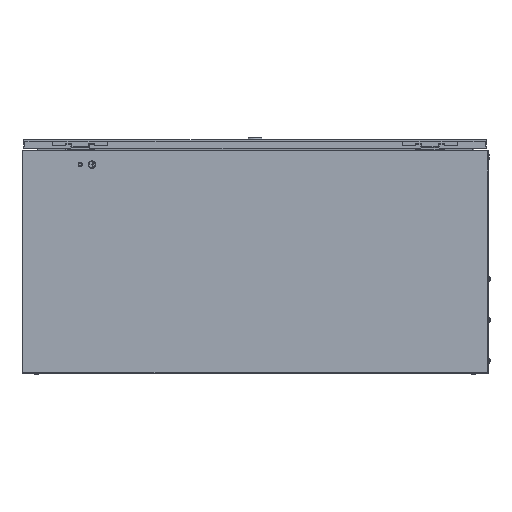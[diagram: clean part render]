
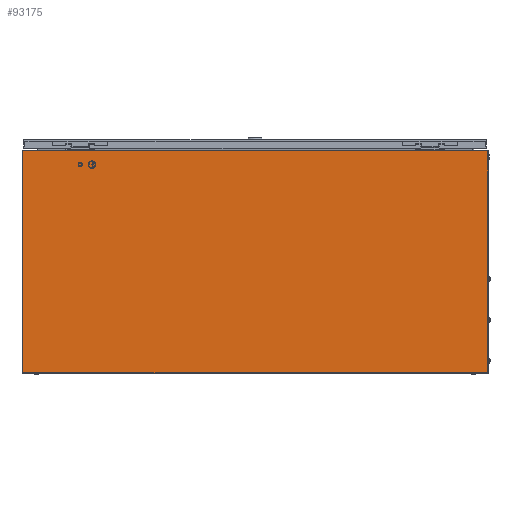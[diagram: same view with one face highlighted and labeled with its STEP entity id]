
A CAD part, left-side view. The second image highlights one B-rep face of the part: STEP entity #93175.
In plain terms, the highlighted planar face has unit normal (-1, 0, 0).
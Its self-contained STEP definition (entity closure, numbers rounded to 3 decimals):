
#808 = CARTESIAN_POINT ( 'NONE',  ( 0., 800., 383. ) ) ;
#4029 = CARTESIAN_POINT ( 'NONE',  ( 0., 800., 0. ) ) ;
#6254 = VERTEX_POINT ( 'NONE', #37509 ) ;
#7985 = VECTOR ( 'NONE', #44443, 1000. ) ;
#13418 = EDGE_CURVE ( 'NONE', #70755, #21727, #52895, .T. ) ;
#14456 = EDGE_CURVE ( 'NONE', #21727, #6254, #95010, .T. ) ;
#17369 = DIRECTION ( 'NONE',  ( 0., -1., 0. ) ) ;
#21727 = VERTEX_POINT ( 'NONE', #91845 ) ;
#26163 = ORIENTED_EDGE ( 'NONE', *, *, #69916, .T. ) ;
#28341 = VERTEX_POINT ( 'NONE', #4029 ) ;
#29519 = VECTOR ( 'NONE', #75656, 1000. ) ;
#36708 = LINE ( 'NONE', #808, #7985 ) ;
#37509 = CARTESIAN_POINT ( 'NONE',  ( 0., 0., 0. ) ) ;
#42368 = FACE_OUTER_BOUND ( 'NONE', #69163, .T. ) ;
#44443 = DIRECTION ( 'NONE',  ( 0., 0., -1. ) ) ;
#47691 = PLANE ( 'NONE',  #69408 ) ;
#50398 = CARTESIAN_POINT ( 'NONE',  ( 0., 0., 383. ) ) ;
#52895 = LINE ( 'NONE', #81996, #29519 ) ;
#54636 = VECTOR ( 'NONE', #17369, 1000. ) ;
#57185 = DIRECTION ( 'NONE',  ( 0., 0., -1. ) ) ;
#62735 = DIRECTION ( 'NONE',  ( 0., 0., -1. ) ) ;
#67342 = CARTESIAN_POINT ( 'NONE',  ( 0., 800., 383. ) ) ;
#68263 = EDGE_CURVE ( 'NONE', #70755, #28341, #36708, .T. ) ;
#69163 = EDGE_LOOP ( 'NONE', ( #26163, #77555, #76722, #93425 ) ) ;
#69408 = AXIS2_PLACEMENT_3D ( 'NONE', #86007, #70002, #62735 ) ;
#69916 = EDGE_CURVE ( 'NONE', #28341, #6254, #83792, .T. ) ;
#70002 = DIRECTION ( 'NONE',  ( 1., 0., 0. ) ) ;
#70755 = VERTEX_POINT ( 'NONE', #67342 ) ;
#75656 = DIRECTION ( 'NONE',  ( 0., -1., 0. ) ) ;
#76722 = ORIENTED_EDGE ( 'NONE', *, *, #13418, .F. ) ;
#77555 = ORIENTED_EDGE ( 'NONE', *, *, #14456, .F. ) ;
#77914 = CARTESIAN_POINT ( 'NONE',  ( 0., 0., 0. ) ) ;
#81996 = CARTESIAN_POINT ( 'NONE',  ( 0., 0., 383. ) ) ;
#83430 = VECTOR ( 'NONE', #57185, 1000. ) ;
#83792 = LINE ( 'NONE', #77914, #54636 ) ;
#86007 = CARTESIAN_POINT ( 'NONE',  ( 0., 0., 383. ) ) ;
#91845 = CARTESIAN_POINT ( 'NONE',  ( 0., 0., 383. ) ) ;
#93175 = ADVANCED_FACE ( 'NONE', ( #42368 ), #47691, .F. ) ;
#93425 = ORIENTED_EDGE ( 'NONE', *, *, #68263, .T. ) ;
#95010 = LINE ( 'NONE', #50398, #83430 ) ;
